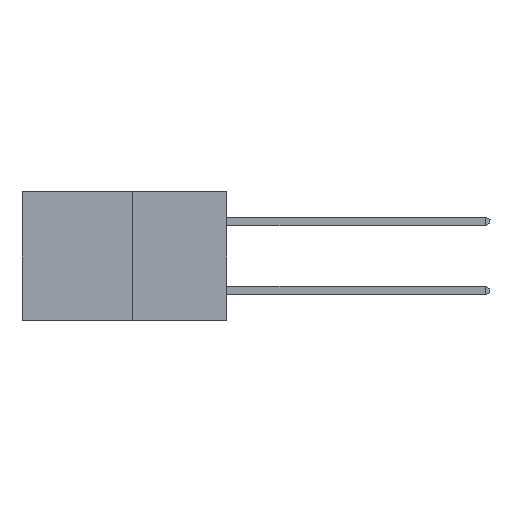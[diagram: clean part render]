
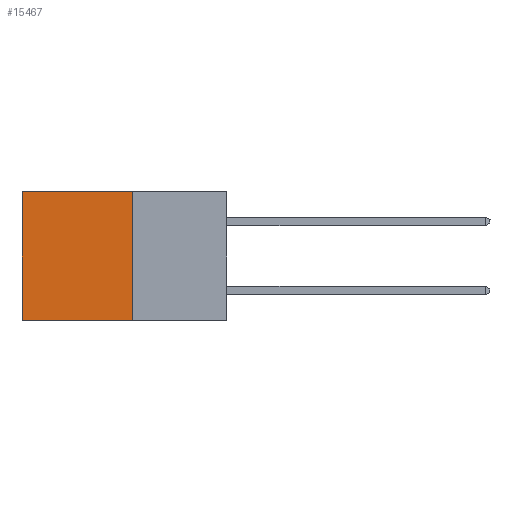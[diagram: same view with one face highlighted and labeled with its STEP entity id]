
A CAD part, left-side view. The second image highlights one B-rep face of the part: STEP entity #15467.
In plain terms, the highlighted planar face has unit normal (-1, 0, 0).
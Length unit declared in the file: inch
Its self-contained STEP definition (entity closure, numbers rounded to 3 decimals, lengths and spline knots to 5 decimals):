
#254 = VECTOR ( 'NONE', #12730, 39.37008 ) ;
#300 = FACE_OUTER_BOUND ( 'NONE', #9526, .T. ) ;
#424 = EDGE_CURVE ( 'NONE', #629, #12218, #14560, .T. ) ;
#629 = VERTEX_POINT ( 'NONE', #14336 ) ;
#718 = CARTESIAN_POINT ( 'NONE',  ( 0.277, 0.27, -0.37 ) ) ;
#1631 = DIRECTION ( 'NONE',  ( 0., 0., -1. ) ) ;
#2049 = DIRECTION ( 'NONE',  ( 0., 0., -1. ) ) ;
#2400 = DIRECTION ( 'NONE',  ( 0., 1., 0. ) ) ;
#2526 = EDGE_CURVE ( 'NONE', #629, #9365, #6159, .T. ) ;
#2904 = EDGE_CURVE ( 'NONE', #9365, #5128, #11045, .T. ) ;
#3138 = ORIENTED_EDGE ( 'NONE', *, *, #2526, .T. ) ;
#3355 = CARTESIAN_POINT ( 'NONE',  ( 0.277, 0.27, -0.37 ) ) ;
#3400 = CARTESIAN_POINT ( 'NONE',  ( 0.277, 0.59, -0.37 ) ) ;
#3461 = VECTOR ( 'NONE', #1631, 39.37008 ) ;
#5128 = VERTEX_POINT ( 'NONE', #3400 ) ;
#6099 = ORIENTED_EDGE ( 'NONE', *, *, #424, .F. ) ;
#6159 = LINE ( 'NONE', #7222, #9350 ) ;
#7195 = CARTESIAN_POINT ( 'NONE',  ( 0.277, 0.59, 0. ) ) ;
#7222 = CARTESIAN_POINT ( 'NONE',  ( 0.277, 0.27, 0. ) ) ;
#8194 = VECTOR ( 'NONE', #12804, 39.37008 ) ;
#8901 = CARTESIAN_POINT ( 'NONE',  ( 0.277, 0.27, -0.37 ) ) ;
#9297 = CARTESIAN_POINT ( 'NONE',  ( 0.277, 0.27, -0.37 ) ) ;
#9350 = VECTOR ( 'NONE', #2400, 39.37008 ) ;
#9365 = VERTEX_POINT ( 'NONE', #7195 ) ;
#9526 = EDGE_LOOP ( 'NONE', ( #9892, #11046, #6099, #3138 ) ) ;
#9892 = ORIENTED_EDGE ( 'NONE', *, *, #2904, .T. ) ;
#10187 = DIRECTION ( 'NONE',  ( 1., 0., 0. ) ) ;
#10963 = CARTESIAN_POINT ( 'NONE',  ( 0.277, 0.59, -0.37 ) ) ;
#11045 = LINE ( 'NONE', #10963, #254 ) ;
#11046 = ORIENTED_EDGE ( 'NONE', *, *, #11513, .F. ) ;
#11513 = EDGE_CURVE ( 'NONE', #12218, #5128, #11979, .T. ) ;
#11979 = LINE ( 'NONE', #3355, #8194 ) ;
#12218 = VERTEX_POINT ( 'NONE', #8901 ) ;
#12730 = DIRECTION ( 'NONE',  ( 0., 0., -1. ) ) ;
#12804 = DIRECTION ( 'NONE',  ( 0., 1., 0. ) ) ;
#14262 = AXIS2_PLACEMENT_3D ( 'NONE', #718, #10187, #2049 ) ;
#14336 = CARTESIAN_POINT ( 'NONE',  ( 0.277, 0.27, 0. ) ) ;
#14560 = LINE ( 'NONE', #9297, #3461 ) ;
#15385 = PLANE ( 'NONE',  #14262 ) ;
#15467 = ADVANCED_FACE ( 'NONE', ( #300 ), #15385, .F. ) ;
